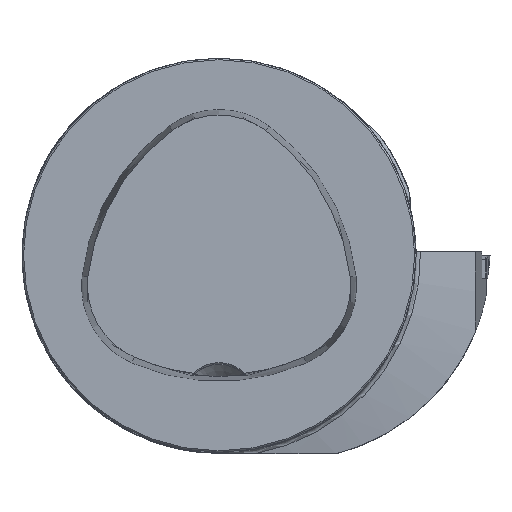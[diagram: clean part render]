
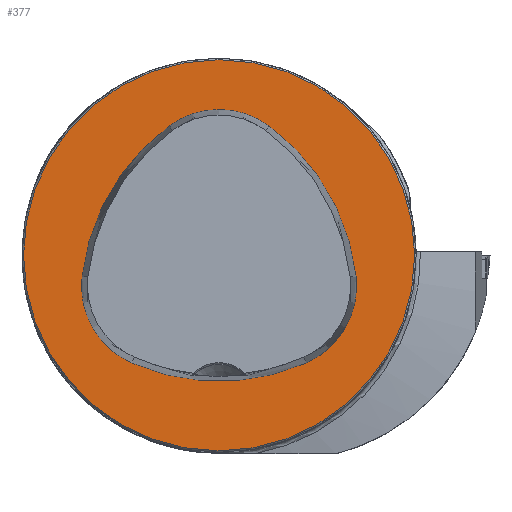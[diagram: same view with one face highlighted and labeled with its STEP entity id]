
A CAD part, top view. The second image highlights one B-rep face of the part: STEP entity #377.
In plain terms, the highlighted planar face has unit normal (0, 0, 1).
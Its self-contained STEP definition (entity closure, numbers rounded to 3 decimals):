
#122=FACE_BOUND('',#711,.T.);
#123=FACE_BOUND('',#712,.T.);
#222=CIRCLE('',#2606,44.075);
#224=CIRCLE('',#2609,44.075);
#225=CIRCLE('',#2610,17.075);
#226=CIRCLE('',#2611,17.075);
#227=CIRCLE('',#2612,44.075);
#228=CIRCLE('',#2613,17.075);
#229=CIRCLE('',#2614,39.7);
#377=ADVANCED_FACE('CU_FL_N1_SU_1',(#122,#123),#510,.T.);
#510=PLANE('',#2615);
#711=EDGE_LOOP('',(#1277,#1278,#1279,#1280,#1281,#1282));
#712=EDGE_LOOP('',(#1283));
#1277=ORIENTED_EDGE('',*,*,#2201,.F.);
#1278=ORIENTED_EDGE('',*,*,#2202,.F.);
#1279=ORIENTED_EDGE('',*,*,#2194,.F.);
#1280=ORIENTED_EDGE('',*,*,#2203,.F.);
#1281=ORIENTED_EDGE('',*,*,#2204,.F.);
#1282=ORIENTED_EDGE('',*,*,#2205,.F.);
#1283=ORIENTED_EDGE('',*,*,#2206,.T.);
#1950=VERTEX_POINT('',#4060);
#1951=VERTEX_POINT('',#4062);
#1957=VERTEX_POINT('',#4094);
#1958=VERTEX_POINT('',#4095);
#1959=VERTEX_POINT('',#4098);
#1960=VERTEX_POINT('',#4100);
#1961=VERTEX_POINT('',#4103);
#2194=EDGE_CURVE('',#1950,#1951,#222,.T.);
#2201=EDGE_CURVE('',#1957,#1958,#224,.T.);
#2202=EDGE_CURVE('',#1951,#1957,#225,.T.);
#2203=EDGE_CURVE('',#1959,#1950,#226,.T.);
#2204=EDGE_CURVE('',#1960,#1959,#227,.T.);
#2205=EDGE_CURVE('',#1958,#1960,#228,.T.);
#2206=EDGE_CURVE('',#1961,#1961,#229,.T.);
#2606=AXIS2_PLACEMENT_3D('',#4061,#2947,#2948);
#2609=AXIS2_PLACEMENT_3D('',#4093,#2954,#2955);
#2610=AXIS2_PLACEMENT_3D('',#4096,#2956,#2957);
#2611=AXIS2_PLACEMENT_3D('',#4097,#2958,#2959);
#2612=AXIS2_PLACEMENT_3D('',#4099,#2960,#2961);
#2613=AXIS2_PLACEMENT_3D('',#4101,#2962,#2963);
#2614=AXIS2_PLACEMENT_3D('',#4102,#2964,#2965);
#2615=AXIS2_PLACEMENT_3D('',#4104,#2966,#2967);
#2947=DIRECTION('',(0.,0.,1.));
#2948=DIRECTION('',(-1.,0.,0.));
#2954=DIRECTION('',(0.,0.,1.));
#2955=DIRECTION('',(-1.,0.,0.));
#2956=DIRECTION('',(0.,0.,1.));
#2957=DIRECTION('',(-1.,0.,0.));
#2958=DIRECTION('',(0.,0.,1.));
#2959=DIRECTION('',(-1.,0.,0.));
#2960=DIRECTION('',(0.,0.,1.));
#2961=DIRECTION('',(-1.,0.,0.));
#2962=DIRECTION('',(0.,0.,1.));
#2963=DIRECTION('',(-1.,0.,0.));
#2964=DIRECTION('',(0.,0.,1.));
#2965=DIRECTION('',(-1.,0.,0.));
#2966=DIRECTION('',(0.,0.,1.));
#2967=DIRECTION('',(-1.,0.,0.));
#4060=CARTESIAN_POINT('',(-17.691,-21.869,0.));
#4061=CARTESIAN_POINT('',(0.,18.5,0.));
#4062=CARTESIAN_POINT('',(17.691,-21.869,0.));
#4093=CARTESIAN_POINT('',(-15.993,-9.254,0.));
#4094=CARTESIAN_POINT('',(27.805,-4.317,0.));
#4095=CARTESIAN_POINT('',(10.114,26.257,0.));
#4096=CARTESIAN_POINT('',(10.837,-6.23,0.));
#4097=CARTESIAN_POINT('',(-10.837,-6.23,0.));
#4098=CARTESIAN_POINT('',(-27.805,-4.317,0.));
#4099=CARTESIAN_POINT('',(15.993,-9.254,0.));
#4100=CARTESIAN_POINT('',(-10.114,26.257,0.));
#4101=CARTESIAN_POINT('',(0.,12.5,0.));
#4102=CARTESIAN_POINT('',(0.,0.,0.));
#4103=CARTESIAN_POINT('',(-39.7,0.,0.));
#4104=CARTESIAN_POINT('',(0.,0.,0.));
